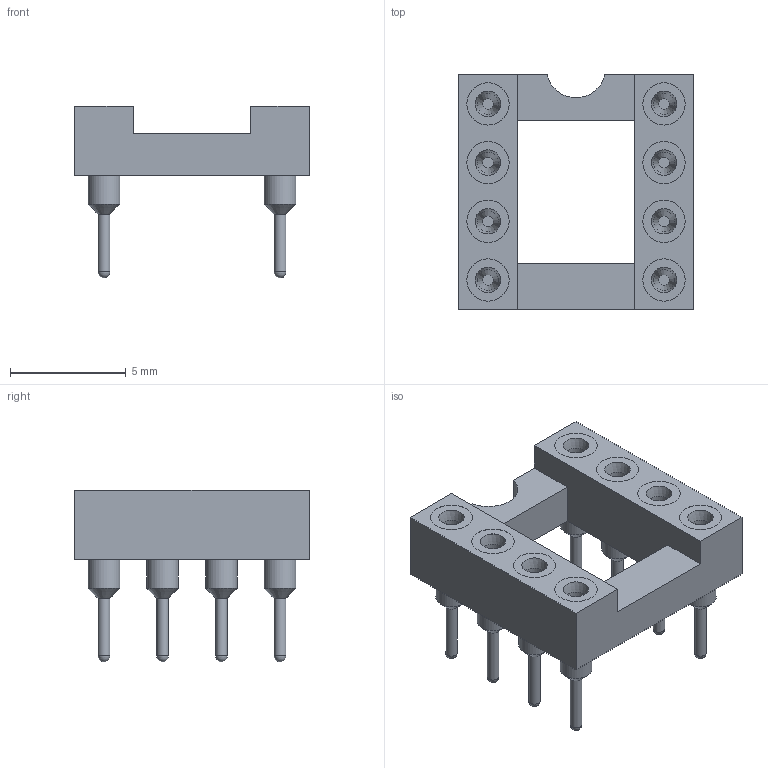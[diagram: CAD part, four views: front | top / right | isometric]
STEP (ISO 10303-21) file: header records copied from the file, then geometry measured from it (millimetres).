
FILE_DESCRIPTION((' '),'2;1');
FILE_NAME( 'AR08-HZL-TT.stp', '2022-09-01T08:51:28', (' '), ('--- Datakit www.datakit.com---'), ' Datakit CrossCadWare V2022.3 Jun 15 2022', 'DATAKIT 2022 (c)', ' ');
FILE_SCHEMA(('AP242_MANAGED_MODEL_BASED_3D_ENGINEERING_MIM_LF { 1 0 10303 442 1 1 4 }'));
Length unit declared in the file: millimetre
Products named in the file (1): AR08-HZL-TT
Bounding box: 10.16 x 10.16 x 7.43 mm (x, y, z)
Volume: 199.3 mm3; surface area: 441.4 mm2
Topology: 1 solids, 1 shells, 103 faces, 230 edges, 144 vertices
Faces by surface type: cylinder 41, plane 30, cone 24, sphere 8
Full cylindrical faces by diameter (mm): 0.51 x8, 0.92 x8, 1.1 x8, 1.37 x8, 1.83 x8
Entity records: 2387 total; most frequent: DIRECTION 428, CARTESIAN_POINT 350, ORIENTED_EDGE 260, AXIS2_PLACEMENT_3D 194, EDGE_LOOP 192, EDGE_CURVE 130, VERTEX_POINT 116, FACE_OUTER_BOUND 103
